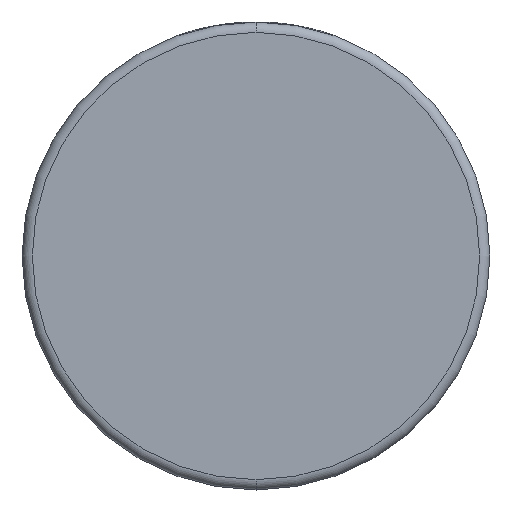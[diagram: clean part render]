
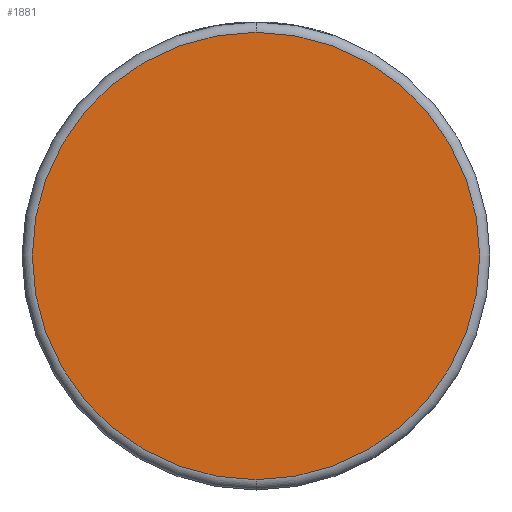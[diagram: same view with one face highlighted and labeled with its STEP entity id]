
A CAD part, front view. The second image highlights one B-rep face of the part: STEP entity #1881.
In plain terms, the highlighted planar face has unit normal (0, -1, 0).
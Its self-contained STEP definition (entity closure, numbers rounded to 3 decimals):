
#242 = EDGE_LOOP ( 'NONE', ( #256, #3908 ) ) ;
#256 = ORIENTED_EDGE ( 'NONE', *, *, #3405, .T. ) ;
#468 = DIRECTION ( 'NONE',  ( 0., 0., 1. ) ) ;
#594 = AXIS2_PLACEMENT_3D ( 'NONE', #3508, #928, #3820 ) ;
#785 = VERTEX_POINT ( 'NONE', #2702 ) ;
#928 = DIRECTION ( 'NONE',  ( 0., -1., 0. ) ) ;
#949 = CARTESIAN_POINT ( 'NONE',  ( 0., 0., 0. ) ) ;
#1449 = AXIS2_PLACEMENT_3D ( 'NONE', #949, #1860, #2180 ) ;
#1860 = DIRECTION ( 'NONE',  ( 0., 1., 0. ) ) ;
#1881 = ADVANCED_FACE ( 'NONE', ( #3044 ), #4149, .F. ) ;
#2083 = CARTESIAN_POINT ( 'NONE',  ( 0., 0., 0. ) ) ;
#2093 = CIRCLE ( 'NONE', #3206, 43.5 ) ;
#2123 = CARTESIAN_POINT ( 'NONE',  ( 0., 0., 43.5 ) ) ;
#2180 = DIRECTION ( 'NONE',  ( 0., 0., 1. ) ) ;
#2702 = CARTESIAN_POINT ( 'NONE',  ( 0., 0., -43.5 ) ) ;
#2828 = EDGE_CURVE ( 'NONE', #785, #3579, #3378, .T. ) ;
#3044 = FACE_OUTER_BOUND ( 'NONE', #242, .T. ) ;
#3206 = AXIS2_PLACEMENT_3D ( 'NONE', #2083, #3740, #468 ) ;
#3378 = CIRCLE ( 'NONE', #594, 43.5 ) ;
#3405 = EDGE_CURVE ( 'NONE', #3579, #785, #2093, .T. ) ;
#3508 = CARTESIAN_POINT ( 'NONE',  ( 0., 0., 0. ) ) ;
#3579 = VERTEX_POINT ( 'NONE', #2123 ) ;
#3740 = DIRECTION ( 'NONE',  ( 0., -1., 0. ) ) ;
#3820 = DIRECTION ( 'NONE',  ( 0., 0., 1. ) ) ;
#3908 = ORIENTED_EDGE ( 'NONE', *, *, #2828, .T. ) ;
#4149 = PLANE ( 'NONE',  #1449 ) ;
